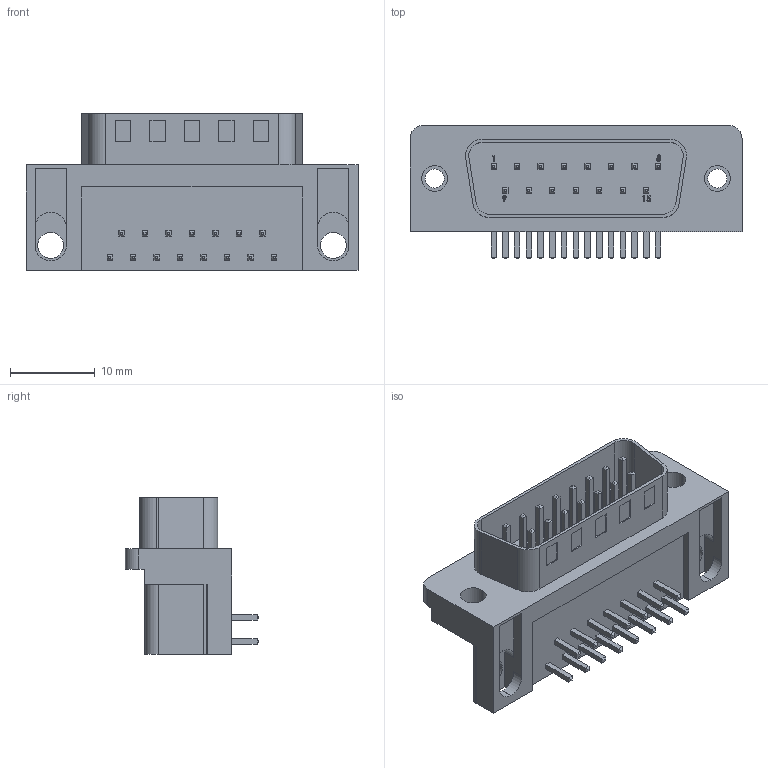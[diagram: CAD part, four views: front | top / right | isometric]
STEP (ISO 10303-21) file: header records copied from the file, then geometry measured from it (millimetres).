
FILE_DESCRIPTION(('FreeCAD Model'),'2;1');
FILE_NAME('DSUB15-Male.step', '2018-04-16T14:19:34',('kicad StepUp'),('ksu MCAD'), 'Open CASCADE STEP processor 6.8','FreeCAD','Unknown');
FILE_SCHEMA(('AUTOMOTIVE_DESIGN_CC2 { 1 2 10303 214 -1 1 5 4 }'));
Length unit declared in the file: millimetre
Products named in the file (1): DSUB15-Male
Bounding box: 39.14 x 15.72 x 18.49 mm (x, y, z)
Volume: 4195.1 mm3; surface area: 3689 mm2
Topology: 1 solids, 1 shells, 468 faces, 1128 edges, 712 vertices
Faces by surface type: plane 402, cylinder 34, bspline 32
Entity records: 18121 total; most frequent: CARTESIAN_POINT 4101, ORIENTED_EDGE 2256, DIRECTION 2006, EDGE_CURVE 1128, LINE 996, VECTOR 996, VERTEX_POINT 712, FACE_BOUND 530
